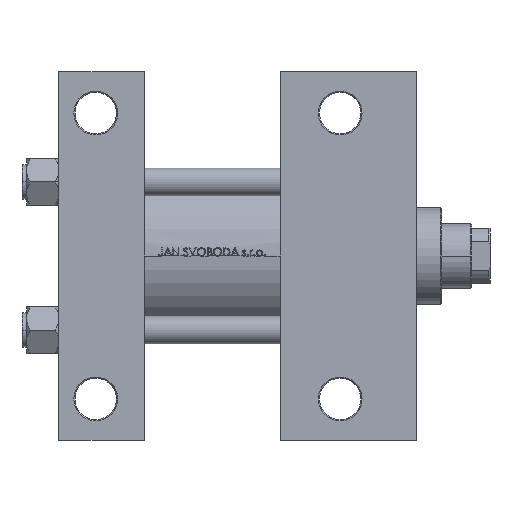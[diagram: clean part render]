
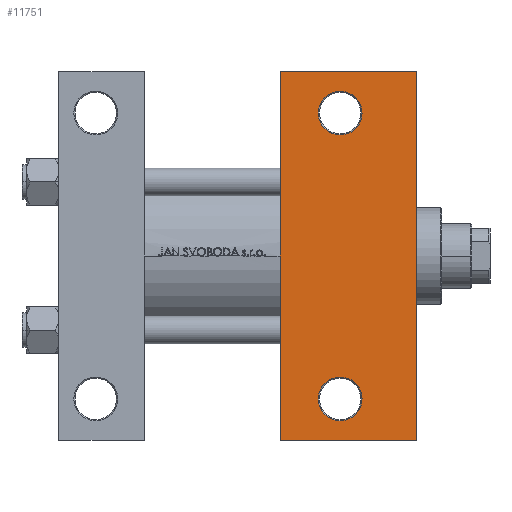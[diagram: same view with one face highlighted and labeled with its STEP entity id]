
A CAD part, front view. The second image highlights one B-rep face of the part: STEP entity #11751.
In plain terms, the highlighted face is planar.
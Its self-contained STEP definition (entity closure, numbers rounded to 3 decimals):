
#356 = VECTOR ( 'NONE', #37614, 1000. ) ;
#594 = VECTOR ( 'NONE', #47551, 1000. ) ;
#962 = CARTESIAN_POINT ( 'NONE',  ( 96., 80., -45. ) ) ;
#1349 = CARTESIAN_POINT ( 'NONE',  ( 96., -80., -45. ) ) ;
#1481 = EDGE_CURVE ( 'NONE', #3203, #36062, #17077, .T. ) ;
#3203 = VERTEX_POINT ( 'NONE', #29258 ) ;
#3468 = AXIS2_PLACEMENT_3D ( 'NONE', #27519, #27982, #31126 ) ;
#5359 = DIRECTION ( 'NONE',  ( -1., 0., 0. ) ) ;
#6290 = VERTEX_POINT ( 'NONE', #1349 ) ;
#6336 = CARTESIAN_POINT ( 'NONE',  ( 131.5, -62., -45. ) ) ;
#6766 = ORIENTED_EDGE ( 'NONE', *, *, #34097, .T. ) ;
#7148 = CARTESIAN_POINT ( 'NONE',  ( 155., 80., -45. ) ) ;
#7309 = EDGE_CURVE ( 'NONE', #29481, #17546, #22449, .T. ) ;
#7377 = VECTOR ( 'NONE', #27163, 1000. ) ;
#7978 = CARTESIAN_POINT ( 'NONE',  ( 112.5, 62., -45. ) ) ;
#8142 = CIRCLE ( 'NONE', #45850, 9.5 ) ;
#8604 = DIRECTION ( 'NONE',  ( -1., 0., 0. ) ) ;
#8865 = EDGE_LOOP ( 'NONE', ( #22085, #9013 ) ) ;
#9007 = PLANE ( 'NONE',  #3468 ) ;
#9013 = ORIENTED_EDGE ( 'NONE', *, *, #26376, .T. ) ;
#9734 = AXIS2_PLACEMENT_3D ( 'NONE', #26874, #15817, #8604 ) ;
#11169 = DIRECTION ( 'NONE',  ( 0., 0., 1. ) ) ;
#11751 = ADVANCED_FACE ( 'NONE', ( #12851, #12609, #41974 ), #9007, .T. ) ;
#12076 = DIRECTION ( 'NONE',  ( 0., -1., 0. ) ) ;
#12214 = CARTESIAN_POINT ( 'NONE',  ( 122., -62., -45. ) ) ;
#12609 = FACE_BOUND ( 'NONE', #8865, .T. ) ;
#12851 = FACE_BOUND ( 'NONE', #35970, .T. ) ;
#13938 = CIRCLE ( 'NONE', #28515, 9.5 ) ;
#15046 = EDGE_CURVE ( 'NONE', #36062, #3203, #35814, .T. ) ;
#15817 = DIRECTION ( 'NONE',  ( 0., 0., 1. ) ) ;
#16784 = DIRECTION ( 'NONE',  ( -1., 0., 0. ) ) ;
#17077 = CIRCLE ( 'NONE', #27069, 9.5 ) ;
#17546 = VERTEX_POINT ( 'NONE', #39701 ) ;
#17738 = CARTESIAN_POINT ( 'NONE',  ( 112.5, -62., -45. ) ) ;
#18334 = ORIENTED_EDGE ( 'NONE', *, *, #15046, .T. ) ;
#18616 = CARTESIAN_POINT ( 'NONE',  ( 122., -62., -45. ) ) ;
#19546 = CARTESIAN_POINT ( 'NONE',  ( 122., 62., -45. ) ) ;
#22085 = ORIENTED_EDGE ( 'NONE', *, *, #47057, .T. ) ;
#22449 = LINE ( 'NONE', #23177, #356 ) ;
#23085 = VERTEX_POINT ( 'NONE', #26594 ) ;
#23177 = CARTESIAN_POINT ( 'NONE',  ( 155., 45., -45. ) ) ;
#23986 = DIRECTION ( 'NONE',  ( 0., 0., 1. ) ) ;
#26376 = EDGE_CURVE ( 'NONE', #38682, #26827, #8142, .T. ) ;
#26594 = CARTESIAN_POINT ( 'NONE',  ( 96., 80., -45. ) ) ;
#26827 = VERTEX_POINT ( 'NONE', #17738 ) ;
#26874 = CARTESIAN_POINT ( 'NONE',  ( 122., 62., -45. ) ) ;
#27069 = AXIS2_PLACEMENT_3D ( 'NONE', #19546, #38330, #5359 ) ;
#27163 = DIRECTION ( 'NONE',  ( 1., 0., 0. ) ) ;
#27226 = LINE ( 'NONE', #45053, #40438 ) ;
#27519 = CARTESIAN_POINT ( 'NONE',  ( 155., 45., -45. ) ) ;
#27982 = DIRECTION ( 'NONE',  ( 0., 0., -1. ) ) ;
#28515 = AXIS2_PLACEMENT_3D ( 'NONE', #12214, #23986, #16784 ) ;
#28807 = ORIENTED_EDGE ( 'NONE', *, *, #7309, .T. ) ;
#29119 = ORIENTED_EDGE ( 'NONE', *, *, #1481, .T. ) ;
#29258 = CARTESIAN_POINT ( 'NONE',  ( 131.5, 62., -45. ) ) ;
#29481 = VERTEX_POINT ( 'NONE', #7148 ) ;
#30513 = EDGE_CURVE ( 'NONE', #23085, #6290, #27226, .T. ) ;
#30886 = EDGE_CURVE ( 'NONE', #23085, #29481, #45722, .T. ) ;
#31126 = DIRECTION ( 'NONE',  ( -1., 0., 0. ) ) ;
#32834 = CARTESIAN_POINT ( 'NONE',  ( 96., -80., -45. ) ) ;
#34097 = EDGE_CURVE ( 'NONE', #17546, #6290, #47309, .T. ) ;
#35246 = ORIENTED_EDGE ( 'NONE', *, *, #30886, .T. ) ;
#35814 = CIRCLE ( 'NONE', #9734, 9.5 ) ;
#35970 = EDGE_LOOP ( 'NONE', ( #18334, #29119 ) ) ;
#36062 = VERTEX_POINT ( 'NONE', #7978 ) ;
#37614 = DIRECTION ( 'NONE',  ( 0., -1., 0. ) ) ;
#38330 = DIRECTION ( 'NONE',  ( 0., 0., 1. ) ) ;
#38682 = VERTEX_POINT ( 'NONE', #6336 ) ;
#39701 = CARTESIAN_POINT ( 'NONE',  ( 155., -80., -45. ) ) ;
#40438 = VECTOR ( 'NONE', #12076, 1000. ) ;
#40573 = ORIENTED_EDGE ( 'NONE', *, *, #30513, .F. ) ;
#41974 = FACE_OUTER_BOUND ( 'NONE', #44988, .T. ) ;
#44988 = EDGE_LOOP ( 'NONE', ( #40573, #35246, #28807, #6766 ) ) ;
#45053 = CARTESIAN_POINT ( 'NONE',  ( 96., 45., -45. ) ) ;
#45722 = LINE ( 'NONE', #962, #7377 ) ;
#45850 = AXIS2_PLACEMENT_3D ( 'NONE', #18616, #11169, #47073 ) ;
#47057 = EDGE_CURVE ( 'NONE', #26827, #38682, #13938, .T. ) ;
#47073 = DIRECTION ( 'NONE',  ( -1., 0., 0. ) ) ;
#47309 = LINE ( 'NONE', #32834, #594 ) ;
#47551 = DIRECTION ( 'NONE',  ( -1., 0., 0. ) ) ;
